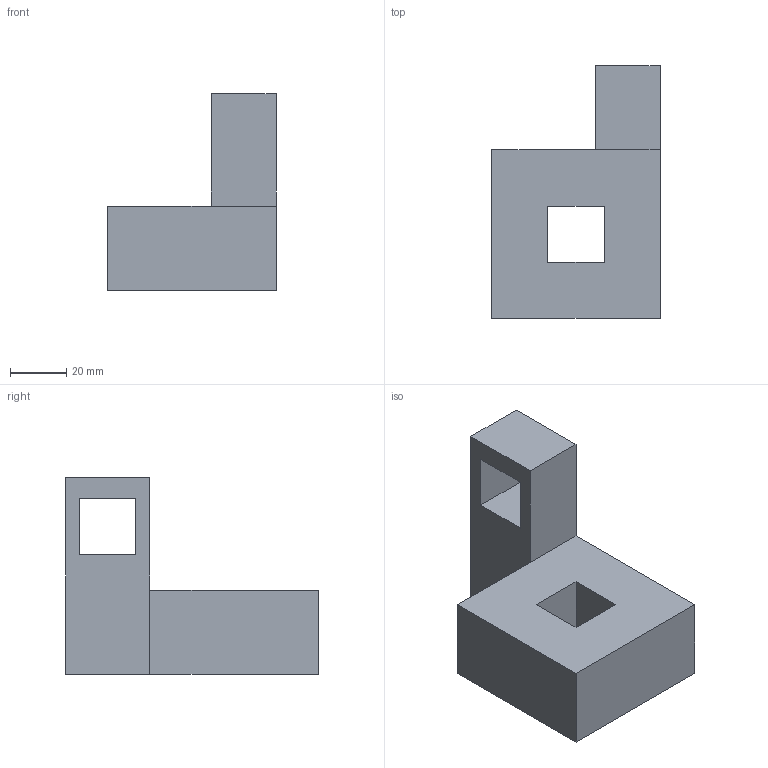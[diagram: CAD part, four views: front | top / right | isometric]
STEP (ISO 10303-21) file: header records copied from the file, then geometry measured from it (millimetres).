
FILE_DESCRIPTION (( 'STEP AP203' ), '1' );
FILE_NAME ('Link2.STEP', '2023-10-25T15:37:54', ( '' ), ( '' ), 'SwSTEP 2.0', 'SolidWorks 2020', '' );
FILE_SCHEMA (( 'CONFIG_CONTROL_DESIGN' ));
Length unit declared in the file: millimetre
Products named in the file (1): Link2
Bounding box: 60 x 90 x 70 mm (x, y, z)
Volume: 135258.1 mm3; surface area: 24480.5 mm2
Topology: 1 solids, 1 shells, 18 faces, 47 edges, 31 vertices
Faces by surface type: plane 18
Entity records: 628 total; most frequent: CARTESIAN_POINT 97, ORIENTED_EDGE 94, DIRECTION 85, LINE 47, EDGE_CURVE 47, VECTOR 47, VERTEX_POINT 31, EDGE_LOOP 22
